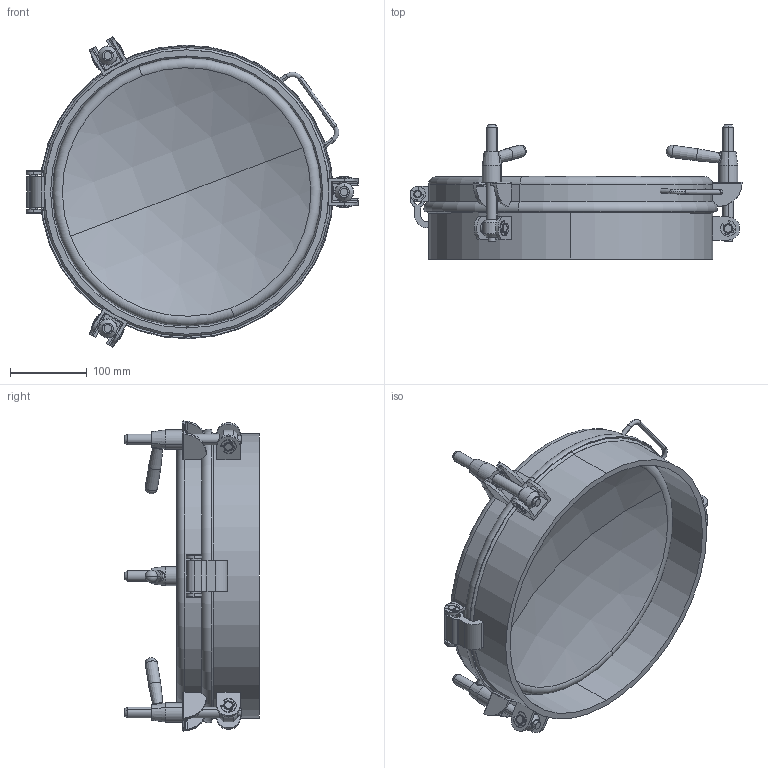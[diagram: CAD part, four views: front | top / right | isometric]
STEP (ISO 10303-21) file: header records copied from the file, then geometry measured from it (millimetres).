
FILE_DESCRIPTION (( 'STEP AP203' ), '1' );
FILE_NAME ('porte complete p22-239.STEP', '2009-10-01T07:40:29', ( 'BE' ), ( 'BOYER SA' ), 'SwSTEP 2.0', 'SolidWorks 2008', '' );
FILE_SCHEMA (( 'CONFIG_CONTROL_DESIGN' ));
Length unit declared in the file: millimetre
Products named in the file (14): jpro diam 354_Défaut; CLIP 6L PO D10 50650300002起D嶨aut; PREC 6L BR D6 160 n°2 (0620100002)_Défaut; MA1 06 BR YD 14 51 EMB INOX n°2 (0750200054)_Défaut; porte complete p22-239; CARO 6L PO SP 08 354 60 (0720100111)_Défaut; ARPR 6L BR P SCA 25 354 (0710200007)_Défaut; AXE 04 BR D10 50 57 (0650100014)_Défaut; HSAC 4L BR M1 (0690600007)_Défaut; PSDR 4L BR S 10.2 04 68 20 (0661000006)_Défaut; CHAP 4L BR L 37 (0630100004)_Défaut; GU14 6T BR YD 122 90 135  (0610300006)_Défaut; AXE 04 BR D12 39 46  (0650100000)_Défaut; U5  4L BR U122    27  34  30 (0640800012)_Défaut
Assembly tree (31 placements, depth 2):
  porte complete p22-239
    MA1 06 BR YD 14 51 EMB INOX n°2 (0750200054)_Défaut  x3
    jpro diam 354_Défaut
    CLIP 6L PO D10 50650300002起D嶨aut  x8
    AXE 04 BR D12 39 46  (0650100000)_Défaut  x3
    GU14 6T BR YD 122 90 135  (0610300006)_Défaut  x3
    CHAP 4L BR L 37 (0630100004)_Défaut  x3
    CARO 6L PO SP 08 354 60 (0720100111)_Défaut
    HSAC 4L BR M1 (0690600007)_Défaut
    PSDR 4L BR S 10.2 04 68 20 (0661000006)_Défaut  x2
    AXE 04 BR D10 50 57 (0650100014)_Défaut
    PREC 6L BR D6 160 n°2 (0620100002)_Défaut
    ARPR 6L BR P SCA 25 354 (0710200007)_Défaut
    U5  4L BR U122    27  34  30 (0640800012)_Défaut  x3
Bounding box: 431.97 x 175 x 403.69 mm (x, y, z)
Volume: 1686332.4 mm3; surface area: 886823.6 mm2
Topology: 31 solids, 32 shells, 573 faces, 1387 edges, 872 vertices
Faces by surface type: cylinder 230, plane 216, torus 58, cone 41, bspline 18, sphere 10
Entity records: 9486 total; most frequent: CARTESIAN_POINT 1981, DIRECTION 1304, ORIENTED_EDGE 1066, AXIS2_PLACEMENT_3D 536, EDGE_CURVE 533, VERTEX_POINT 335, CIRCLE 276, EDGE_LOOP 254
